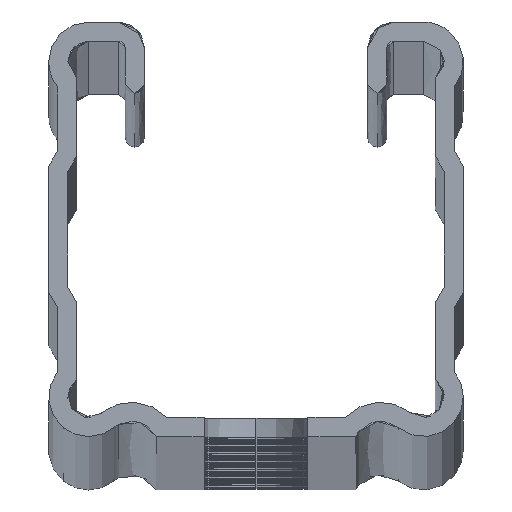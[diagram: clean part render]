
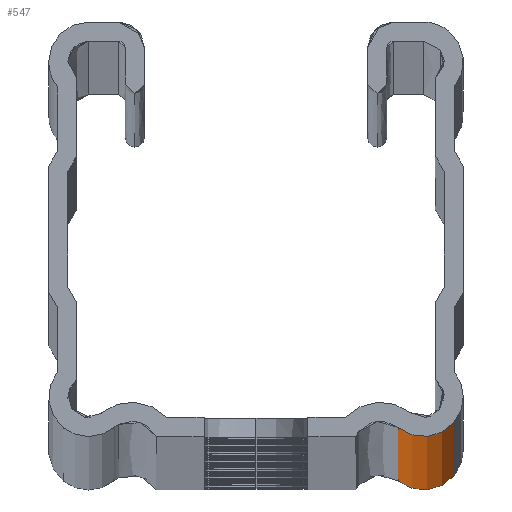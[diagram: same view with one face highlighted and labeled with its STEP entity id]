
A CAD part, top view. The second image highlights one B-rep face of the part: STEP entity #547.
In plain terms, the highlighted free-form (B-spline) face has degree [3, 1] with [4, 2] control points.
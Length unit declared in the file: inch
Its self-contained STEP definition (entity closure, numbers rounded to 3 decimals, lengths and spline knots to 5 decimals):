
#547=ADVANCED_FACE('',(#1256),#1257,.T.);
#1256=FACE_OUTER_BOUND('',#2744,.T.);
#1257=B_SPLINE_SURFACE_WITH_KNOTS('',3,1,((#2745,#2746),(#2747,#2748),(#2749,#2750),(#2751,#2752)),.UNSPECIFIED.,.F.,.F.,.F.,(4,4),(2,2),(-1.0,-0.0),(0.0,120.0),.UNSPECIFIED.);
#2744=EDGE_LOOP('',(#4743,#4744,#4745,#4746));
#2745=CARTESIAN_POINT('',(1.31277,0.00019,0.0));
#2746=CARTESIAN_POINT('',(1.31277,0.00019,120.0));
#2747=CARTESIAN_POINT('',(1.37949,-0.05431,0.0));
#2748=CARTESIAN_POINT('',(1.37949,-0.05431,120.0));
#2749=CARTESIAN_POINT('',(1.47777,-0.04441,0.0));
#2750=CARTESIAN_POINT('',(1.47777,-0.04441,120.0));
#2751=CARTESIAN_POINT('',(1.53228,0.02231,0.0));
#2752=CARTESIAN_POINT('',(1.53228,0.02231,120.0));
#4743=ORIENTED_EDGE('',*,*,#5943,.T.);
#4744=ORIENTED_EDGE('',*,*,#6173,.F.);
#4745=ORIENTED_EDGE('',*,*,#6332,.F.);
#4746=ORIENTED_EDGE('',*,*,#6281,.T.);
#5943=EDGE_CURVE('',#7237,#7235,#7238,.T.);
#6173=EDGE_CURVE('',#7619,#7235,#7621,.T.);
#6281=EDGE_CURVE('',#7743,#7237,#7744,.T.);
#6332=EDGE_CURVE('',#7743,#7619,#7798,.T.);
#7235=VERTEX_POINT('',#9374);
#7237=VERTEX_POINT('',#9379);
#7238=B_SPLINE_CURVE_WITH_KNOTS('',3,(#9380,#9381,#9382,#9383),.UNSPECIFIED.,.F.,.F.,(4,4),(0.0,1.0),.UNSPECIFIED.);
#7619=VERTEX_POINT('',#10185);
#7621=LINE('',#10190,#10191);
#7743=VERTEX_POINT('',#10389);
#7744=LINE('',#10390,#10391);
#7798=B_SPLINE_CURVE_WITH_KNOTS('',3,(#10475,#10476,#10477,#10478),.UNSPECIFIED.,.F.,.F.,(4,4),(0.0,1.0),.UNSPECIFIED.);
#9374=CARTESIAN_POINT('',(1.31277,0.00019,120.0));
#9379=CARTESIAN_POINT('',(1.53228,0.02231,120.0));
#9380=CARTESIAN_POINT('',(1.53228,0.02231,120.0));
#9381=CARTESIAN_POINT('',(1.47777,-0.04441,120.0));
#9382=CARTESIAN_POINT('',(1.37949,-0.05431,120.0));
#9383=CARTESIAN_POINT('',(1.31277,0.00019,120.0));
#10185=CARTESIAN_POINT('',(1.31277,0.00019,0.0));
#10190=CARTESIAN_POINT('',(1.31277,0.00019,0.0));
#10191=VECTOR('',#11100,1.0);
#10389=CARTESIAN_POINT('',(1.53228,0.02231,0.0));
#10390=CARTESIAN_POINT('',(1.53228,0.02231,0.0));
#10391=VECTOR('',#11168,1.0);
#10475=CARTESIAN_POINT('',(1.53228,0.02231,0.0));
#10476=CARTESIAN_POINT('',(1.47777,-0.04441,0.0));
#10477=CARTESIAN_POINT('',(1.37949,-0.05431,0.0));
#10478=CARTESIAN_POINT('',(1.31277,0.00019,0.0));
#11100=DIRECTION('',(0.0,0.0,1.0));
#11168=DIRECTION('',(0.0,0.0,1.0));
